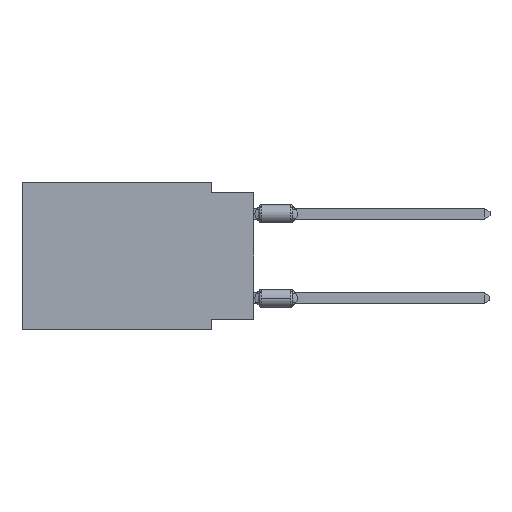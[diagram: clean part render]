
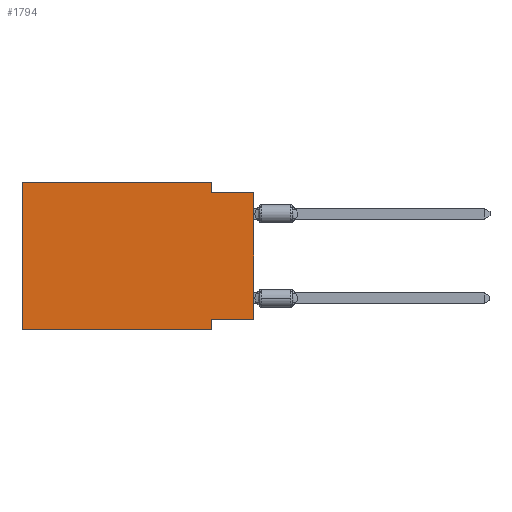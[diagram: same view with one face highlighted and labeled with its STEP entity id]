
A CAD part, left-side view. The second image highlights one B-rep face of the part: STEP entity #1794.
In plain terms, the highlighted planar face has unit normal (-1, 0, 0).
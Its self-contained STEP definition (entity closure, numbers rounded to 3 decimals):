
#134 = CARTESIAN_POINT ( 'NONE',  ( 0., 13.97, -8.89 ) ) ;
#161 = VERTEX_POINT ( 'NONE', #17906 ) ;
#316 = VECTOR ( 'NONE', #7282, 1000. ) ;
#469 = CARTESIAN_POINT ( 'NONE',  ( 0., 2.54, -0.635 ) ) ;
#501 = CARTESIAN_POINT ( 'NONE',  ( 0., 13.97, -8.89 ) ) ;
#713 = LINE ( 'NONE', #13476, #15133 ) ;
#929 = DIRECTION ( 'NONE',  ( 1., 0., 0. ) ) ;
#1655 = EDGE_CURVE ( 'NONE', #15945, #10698, #9267, .T. ) ;
#1794 = ADVANCED_FACE ( 'NONE', ( #5105 ), #4073, .F. ) ;
#2312 = VERTEX_POINT ( 'NONE', #8898 ) ;
#2418 = VECTOR ( 'NONE', #16847, 1000. ) ;
#2693 = CARTESIAN_POINT ( 'NONE',  ( 0., 0., -0.635 ) ) ;
#3179 = EDGE_CURVE ( 'NONE', #9767, #10784, #14594, .T. ) ;
#3223 = EDGE_CURVE ( 'NONE', #6447, #2312, #5802, .T. ) ;
#3467 = DIRECTION ( 'NONE',  ( 0., -1., 0. ) ) ;
#3713 = ORIENTED_EDGE ( 'NONE', *, *, #14648, .T. ) ;
#3753 = AXIS2_PLACEMENT_3D ( 'NONE', #12302, #929, #10757 ) ;
#3809 = CARTESIAN_POINT ( 'NONE',  ( 0., 2.54, -8.255 ) ) ;
#4073 = PLANE ( 'NONE',  #3753 ) ;
#4522 = CARTESIAN_POINT ( 'NONE',  ( 0., 13.97, 0. ) ) ;
#4705 = CARTESIAN_POINT ( 'NONE',  ( 0., 0., -8.255 ) ) ;
#4909 = ORIENTED_EDGE ( 'NONE', *, *, #1655, .F. ) ;
#5105 = FACE_OUTER_BOUND ( 'NONE', #8267, .T. ) ;
#5368 = VERTEX_POINT ( 'NONE', #6578 ) ;
#5692 = VECTOR ( 'NONE', #12189, 1000. ) ;
#5802 = LINE ( 'NONE', #4522, #11849 ) ;
#6115 = DIRECTION ( 'NONE',  ( 0., 1., 0. ) ) ;
#6176 = EDGE_CURVE ( 'NONE', #161, #9767, #713, .T. ) ;
#6447 = VERTEX_POINT ( 'NONE', #501 ) ;
#6518 = VECTOR ( 'NONE', #6115, 1000. ) ;
#6578 = CARTESIAN_POINT ( 'NONE',  ( 0., 2.54, -8.89 ) ) ;
#6940 = LINE ( 'NONE', #11105, #2418 ) ;
#7282 = DIRECTION ( 'NONE',  ( 0., -1., 0. ) ) ;
#7842 = DIRECTION ( 'NONE',  ( 0., 0., -1. ) ) ;
#7936 = ORIENTED_EDGE ( 'NONE', *, *, #3179, .F. ) ;
#8267 = EDGE_LOOP ( 'NONE', ( #17538, #7936, #11200, #14369, #12225, #3713, #8651, #4909 ) ) ;
#8547 = LINE ( 'NONE', #134, #17788 ) ;
#8651 = ORIENTED_EDGE ( 'NONE', *, *, #11426, .F. ) ;
#8898 = CARTESIAN_POINT ( 'NONE',  ( 0., 13.97, 0. ) ) ;
#8991 = EDGE_CURVE ( 'NONE', #2312, #161, #10696, .T. ) ;
#9267 = LINE ( 'NONE', #14538, #6518 ) ;
#9317 = LINE ( 'NONE', #12093, #5692 ) ;
#9767 = VERTEX_POINT ( 'NONE', #469 ) ;
#10005 = EDGE_CURVE ( 'NONE', #15945, #10784, #6940, .T. ) ;
#10696 = LINE ( 'NONE', #13727, #12709 ) ;
#10698 = VERTEX_POINT ( 'NONE', #3809 ) ;
#10757 = DIRECTION ( 'NONE',  ( 0., 0., -1. ) ) ;
#10784 = VERTEX_POINT ( 'NONE', #2693 ) ;
#11105 = CARTESIAN_POINT ( 'NONE',  ( 0., 0., 0. ) ) ;
#11200 = ORIENTED_EDGE ( 'NONE', *, *, #6176, .F. ) ;
#11426 = EDGE_CURVE ( 'NONE', #10698, #5368, #9317, .T. ) ;
#11634 = CARTESIAN_POINT ( 'NONE',  ( 0., 0., -0.635 ) ) ;
#11849 = VECTOR ( 'NONE', #15726, 1000. ) ;
#12093 = CARTESIAN_POINT ( 'NONE',  ( 0., 2.54, -8.89 ) ) ;
#12189 = DIRECTION ( 'NONE',  ( 0., 0., -1. ) ) ;
#12225 = ORIENTED_EDGE ( 'NONE', *, *, #3223, .F. ) ;
#12302 = CARTESIAN_POINT ( 'NONE',  ( 0., 13.97, 0. ) ) ;
#12709 = VECTOR ( 'NONE', #3467, 1000. ) ;
#13476 = CARTESIAN_POINT ( 'NONE',  ( 0., 2.54, 0. ) ) ;
#13727 = CARTESIAN_POINT ( 'NONE',  ( 0., 13.97, 0. ) ) ;
#14201 = DIRECTION ( 'NONE',  ( 0., -1., 0. ) ) ;
#14369 = ORIENTED_EDGE ( 'NONE', *, *, #8991, .F. ) ;
#14538 = CARTESIAN_POINT ( 'NONE',  ( 0., 0., -8.255 ) ) ;
#14594 = LINE ( 'NONE', #11634, #316 ) ;
#14648 = EDGE_CURVE ( 'NONE', #6447, #5368, #8547, .T. ) ;
#15133 = VECTOR ( 'NONE', #7842, 1000. ) ;
#15726 = DIRECTION ( 'NONE',  ( 0., 0., 1. ) ) ;
#15945 = VERTEX_POINT ( 'NONE', #4705 ) ;
#16847 = DIRECTION ( 'NONE',  ( 0., 0., 1. ) ) ;
#17538 = ORIENTED_EDGE ( 'NONE', *, *, #10005, .T. ) ;
#17788 = VECTOR ( 'NONE', #14201, 1000. ) ;
#17906 = CARTESIAN_POINT ( 'NONE',  ( 0., 2.54, 0. ) ) ;
